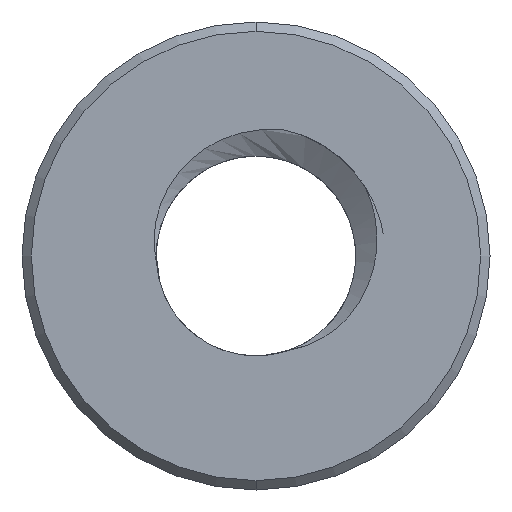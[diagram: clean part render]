
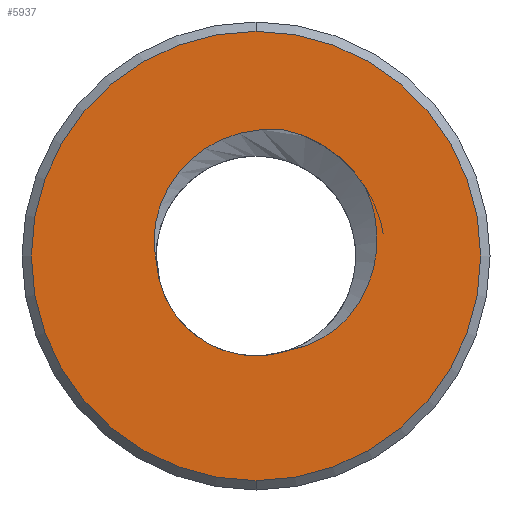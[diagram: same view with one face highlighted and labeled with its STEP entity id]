
A CAD part, front view. The second image highlights one B-rep face of the part: STEP entity #5937.
In plain terms, the highlighted planar face has unit normal (0, -1, 0).
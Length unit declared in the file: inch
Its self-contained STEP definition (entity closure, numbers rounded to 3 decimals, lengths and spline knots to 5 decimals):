
#31 = CIRCLE ( 'NONE', #1172, 0.05325 ) ;
#143 = VERTEX_POINT ( 'NONE', #1565 ) ;
#455 = CARTESIAN_POINT ( 'NONE',  ( 0.02627, 0., -0.04826 ) ) ;
#477 = CARTESIAN_POINT ( 'NONE',  ( 0.04609, 0., -0.03616 ) ) ;
#483 = DIRECTION ( 'NONE',  ( 0., -1., 0. ) ) ;
#497 = CARTESIAN_POINT ( 'NONE',  ( 0.04939, 0., -0.03275 ) ) ;
#505 = CARTESIAN_POINT ( 'NONE',  ( -0.02993, 0., 0.05564 ) ) ;
#529 = CARTESIAN_POINT ( 'NONE',  ( -0.05318, 0., 0.02077 ) ) ;
#549 = CARTESIAN_POINT ( 'NONE',  ( -0.04034, 0., 0.04594 ) ) ;
#639 = AXIS2_PLACEMENT_3D ( 'NONE', #1665, #3274, #1613 ) ;
#733 = ORIENTED_EDGE ( 'NONE', *, *, #5803, .F. ) ;
#768 = DIRECTION ( 'NONE',  ( 0., 0., 1. ) ) ;
#928 = CARTESIAN_POINT ( 'NONE',  ( -0.05318, 0., -0.00274 ) ) ;
#1015 = CARTESIAN_POINT ( 'NONE',  ( 0.06247, 0., -0.0082 ) ) ;
#1040 = CARTESIAN_POINT ( 'NONE',  ( 0.06217, 0., 0.02885 ) ) ;
#1172 = AXIS2_PLACEMENT_3D ( 'NONE', #3647, #3097, #2000 ) ;
#1282 = EDGE_CURVE ( 'NONE', #3870, #1446, #2023, .T. ) ;
#1435 = CIRCLE ( 'NONE', #4503, 0.11985 ) ;
#1446 = VERTEX_POINT ( 'NONE', #1874 ) ;
#1543 = CARTESIAN_POINT ( 'NONE',  ( 0.01717, 0., -0.05041 ) ) ;
#1565 = CARTESIAN_POINT ( 'NONE',  ( 0.01485, 0., 0.06738 ) ) ;
#1597 = CARTESIAN_POINT ( 'NONE',  ( -0.0433, 0., 0.04217 ) ) ;
#1613 = DIRECTION ( 'NONE',  ( 0., 0., 1. ) ) ;
#1617 = CARTESIAN_POINT ( 'NONE',  ( 0., 0., 0. ) ) ;
#1652 = ORIENTED_EDGE ( 'NONE', *, *, #2005, .T. ) ;
#1665 = CARTESIAN_POINT ( 'NONE',  ( 0., 0., 0. ) ) ;
#1746 = EDGE_CURVE ( 'NONE', #1871, #143, #5832, .T. ) ;
#1768 = DIRECTION ( 'NONE',  ( 0., -1., 0. ) ) ;
#1871 = VERTEX_POINT ( 'NONE', #2663 ) ;
#1874 = CARTESIAN_POINT ( 'NONE',  ( 0., 0., 0.11985 ) ) ;
#1907 = ORIENTED_EDGE ( 'NONE', *, *, #4889, .T. ) ;
#1998 = EDGE_CURVE ( 'NONE', #6539, #3828, #6721, .T. ) ;
#2000 = DIRECTION ( 'NONE',  ( 0., 0., 1. ) ) ;
#2005 = EDGE_CURVE ( 'NONE', #1446, #3870, #1435, .T. ) ;
#2014 = B_SPLINE_CURVE_WITH_KNOTS ( 'NONE', 3,
 ( #3146, #4785, #3722, #2627, #5867, #6908, #3697, #505, #5817, #549, #1597, #4713, #6373, #529, #5311, #5842, #4275, #4808 ),
 .UNSPECIFIED., .F., .F.,
 ( 4, 2, 2, 2, 2, 2, 2, 2, 4 ),
 ( 0., 0.00036, 0.00072, 0.00108, 0.00144, 0.0018, 0.00215, 0.00251, 0.00287 ),
 .UNSPECIFIED. ) ;
#2023 = CIRCLE ( 'NONE', #5852, 0.11985 ) ;
#2083 = CARTESIAN_POINT ( 'NONE',  ( 0.06428, 0., 0.00093 ) ) ;
#2276 = EDGE_CURVE ( 'NONE', #143, #4922, #2014, .T. ) ;
#2292 = CARTESIAN_POINT ( 'NONE',  ( 0., 0., -0.05325 ) ) ;
#2477 = ORIENTED_EDGE ( 'NONE', *, *, #1282, .T. ) ;
#2617 = CARTESIAN_POINT ( 'NONE',  ( 0.0647, 0., 0.00565 ) ) ;
#2627 = CARTESIAN_POINT ( 'NONE',  ( -0.00401, 0., 0.06668 ) ) ;
#2663 = CARTESIAN_POINT ( 'NONE',  ( 0.05805, 0., 0.0373 ) ) ;
#2790 = B_SPLINE_CURVE_WITH_KNOTS ( 'NONE', 3,
 ( #1543, #5742, #455, #4150, #3661, #477, #497, #3088, #3595, #6361, #1015, #2083, #2617, #4218, #1040, #4752 ),
 .UNSPECIFIED., .F., .F.,
 ( 4, 2, 2, 2, 2, 2, 2, 4 ),
 ( 0.00071, 0.00107, 0.00143, 0.00178, 0.00214, 0.00249, 0.00285, 0.00356 ),
 .UNSPECIFIED. ) ;
#2838 = DIRECTION ( 'NONE',  ( 0., 1., 0. ) ) ;
#3088 = CARTESIAN_POINT ( 'NONE',  ( 0.055, 0., -0.0253 ) ) ;
#3097 = DIRECTION ( 'NONE',  ( 0., 1., 0. ) ) ;
#3146 = CARTESIAN_POINT ( 'NONE',  ( 0.01485, 0., 0.06738 ) ) ;
#3274 = DIRECTION ( 'NONE',  ( 0., 1., 0. ) ) ;
#3380 = CARTESIAN_POINT ( 'NONE',  ( 0., 0., 0. ) ) ;
#3386 = DIRECTION ( 'NONE',  ( 0., -1., 0. ) ) ;
#3468 = CARTESIAN_POINT ( 'NONE',  ( 0.01717, 0., -0.05041 ) ) ;
#3595 = CARTESIAN_POINT ( 'NONE',  ( 0.0573, 0., -0.02125 ) ) ;
#3647 = CARTESIAN_POINT ( 'NONE',  ( 0., 0., 0. ) ) ;
#3661 = CARTESIAN_POINT ( 'NONE',  ( 0.03883, 0., -0.04196 ) ) ;
#3690 = DIRECTION ( 'NONE',  ( 0., 0., 1. ) ) ;
#3697 = CARTESIAN_POINT ( 'NONE',  ( -0.02191, 0., 0.06064 ) ) ;
#3722 = CARTESIAN_POINT ( 'NONE',  ( 0.00536, 0., 0.06775 ) ) ;
#3828 = VERTEX_POINT ( 'NONE', #2292 ) ;
#3870 = VERTEX_POINT ( 'NONE', #4932 ) ;
#3912 = CARTESIAN_POINT ( 'NONE',  ( 0., 0., 0. ) ) ;
#4150 = CARTESIAN_POINT ( 'NONE',  ( 0.03478, 0., -0.04444 ) ) ;
#4218 = CARTESIAN_POINT ( 'NONE',  ( 0.0644, 0., 0.01957 ) ) ;
#4275 = CARTESIAN_POINT ( 'NONE',  ( -0.05421, 0., 0.00189 ) ) ;
#4361 = ORIENTED_EDGE ( 'NONE', *, *, #1998, .T. ) ;
#4503 = AXIS2_PLACEMENT_3D ( 'NONE', #3380, #1768, #5479 ) ;
#4713 = CARTESIAN_POINT ( 'NONE',  ( -0.04825, 0., 0.03407 ) ) ;
#4752 = CARTESIAN_POINT ( 'NONE',  ( 0.05805, 0., 0.0373 ) ) ;
#4785 = CARTESIAN_POINT ( 'NONE',  ( 0.01009, 0., 0.06781 ) ) ;
#4808 = CARTESIAN_POINT ( 'NONE',  ( -0.05318, 0., -0.00274 ) ) ;
#4889 = EDGE_CURVE ( 'NONE', #3828, #4922, #31, .T. ) ;
#4922 = VERTEX_POINT ( 'NONE', #928 ) ;
#4932 = CARTESIAN_POINT ( 'NONE',  ( 0., 0., -0.11985 ) ) ;
#4952 = DIRECTION ( 'NONE',  ( 0., 0., 1. ) ) ;
#5032 = AXIS2_PLACEMENT_3D ( 'NONE', #1617, #483, #3690 ) ;
#5105 = ORIENTED_EDGE ( 'NONE', *, *, #2276, .F. ) ;
#5140 = EDGE_LOOP ( 'NONE', ( #1652, #2477 ) ) ;
#5311 = CARTESIAN_POINT ( 'NONE',  ( -0.0541, 0., 0.01606 ) ) ;
#5479 = DIRECTION ( 'NONE',  ( 0., 0., 1. ) ) ;
#5535 = EDGE_LOOP ( 'NONE', ( #5105, #6455, #733, #4361, #1907 ) ) ;
#5742 = CARTESIAN_POINT ( 'NONE',  ( 0.0218, 0., -0.04962 ) ) ;
#5803 = EDGE_CURVE ( 'NONE', #6539, #1871, #2790, .T. ) ;
#5817 = CARTESIAN_POINT ( 'NONE',  ( -0.0337, 0., 0.05264 ) ) ;
#5832 = CIRCLE ( 'NONE', #5032, 0.069 ) ;
#5842 = CARTESIAN_POINT ( 'NONE',  ( -0.0546, 0., 0.00669 ) ) ;
#5852 = AXIS2_PLACEMENT_3D ( 'NONE', #6552, #3386, #768 ) ;
#5867 = CARTESIAN_POINT ( 'NONE',  ( -0.00872, 0., 0.06568 ) ) ;
#5937 = ADVANCED_FACE ( 'NONE', ( #6802, #6734 ), #6406, .F. ) ;
#6054 = AXIS2_PLACEMENT_3D ( 'NONE', #3912, #2838, #4952 ) ;
#6361 = CARTESIAN_POINT ( 'NONE',  ( 0.06107, 0., -0.01264 ) ) ;
#6373 = CARTESIAN_POINT ( 'NONE',  ( -0.05023, 0., 0.02979 ) ) ;
#6406 = PLANE ( 'NONE',  #639 ) ;
#6455 = ORIENTED_EDGE ( 'NONE', *, *, #1746, .F. ) ;
#6539 = VERTEX_POINT ( 'NONE', #3468 ) ;
#6552 = CARTESIAN_POINT ( 'NONE',  ( 0., 0., 0. ) ) ;
#6721 = CIRCLE ( 'NONE', #6054, 0.05325 ) ;
#6734 = FACE_BOUND ( 'NONE', #5535, .T. ) ;
#6802 = FACE_OUTER_BOUND ( 'NONE', #5140, .T. ) ;
#6908 = CARTESIAN_POINT ( 'NONE',  ( -0.01767, 0., 0.06265 ) ) ;
